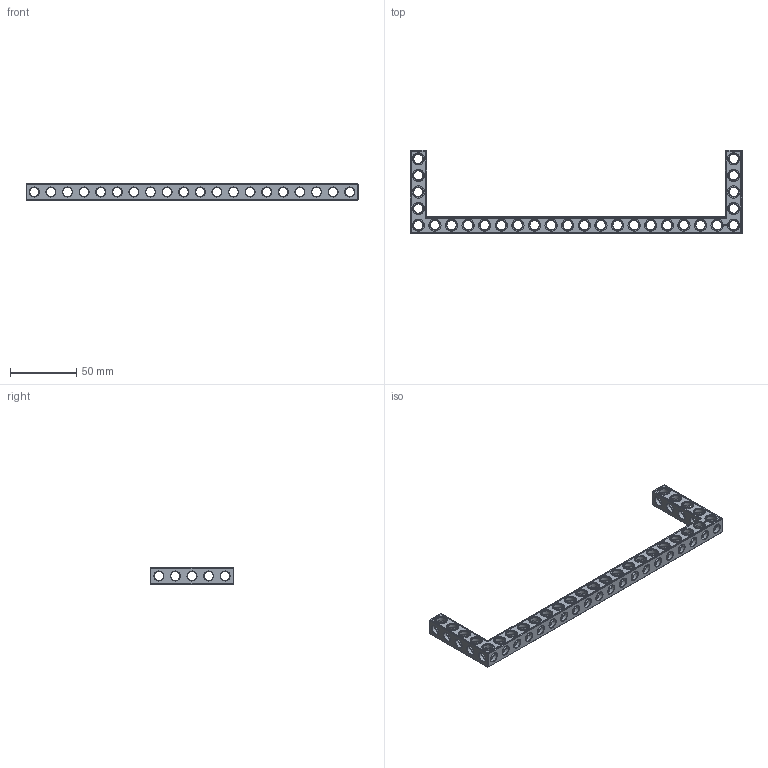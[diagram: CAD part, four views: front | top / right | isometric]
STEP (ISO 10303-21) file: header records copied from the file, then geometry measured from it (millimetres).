
FILE_DESCRIPTION(('FreeCAD Model'),'2;1');
FILE_NAME('Open CASCADE Shape Model','2022-03-09T22:59:09',('Author'),( ''),'Open CASCADE STEP processor 7.5','FreeCAD','Unknown');
FILE_SCHEMA(('AUTOMOTIVE_DESIGN { 1 0 10303 214 1 1 1 1 }'));
Products named in the file (1): Beam AGD ESS USH SYM BU20x05x01 - SPN-BEM-0635 (stemfie.org)
Bounding box: 250 x 62.5 x 12.5 mm (x, y, z)
Volume: 27345.7 mm3; surface area: 24485.8 mm2
Topology: 1 solids, 1 shells, 878 faces, 2658 edges, 1731 vertices
Faces by surface type: plane 401, extrusion 194, cylinder 169, cone 114
Full cylindrical faces by diameter (mm): 6.98 x12, 7 x129, 9.2 x28
Entity records: 112414 total; most frequent: CARTESIAN_POINT 62639, DIRECTION 8092, ORIENTED_EDGE 5316, PCURVE 5316, DEFINITIONAL_REPRESENTATION 5316, VECTOR 5162, LINE 4968, EDGE_CURVE 2658
